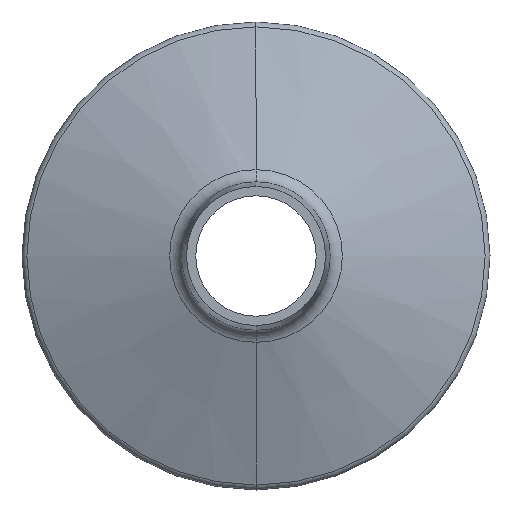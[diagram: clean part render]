
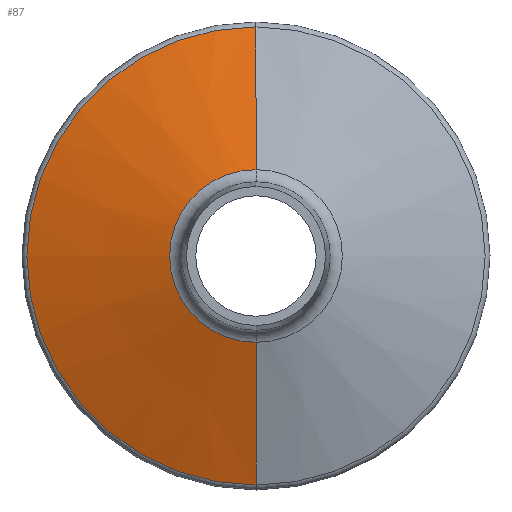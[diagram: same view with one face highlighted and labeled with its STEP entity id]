
A CAD part, left-side view. The second image highlights one B-rep face of the part: STEP entity #87.
In plain terms, the highlighted conical face has half-angle 70 degrees and reference radius 24.724 mm.
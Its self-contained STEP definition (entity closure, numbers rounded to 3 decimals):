
#29 = VERTEX_POINT ( 'NONE', #104 ) ;
#47 = FACE_OUTER_BOUND ( 'NONE', #1134, .T. ) ;
#49 = CARTESIAN_POINT ( 'NONE',  ( -3.042, 0., 0. ) ) ;
#73 = DIRECTION ( 'NONE',  ( 0.342, 0., -0.94 ) ) ;
#87 = ADVANCED_FACE ( 'NONE', ( #47 ), #899, .T. ) ;
#99 = VECTOR ( 'NONE', #107, 1000. ) ;
#104 = CARTESIAN_POINT ( 'NONE',  ( -3.042, 0., 24.724 ) ) ;
#107 = DIRECTION ( 'NONE',  ( 0.342, 0., 0.94 ) ) ;
#110 = VECTOR ( 'NONE', #73, 1000. ) ;
#146 = CARTESIAN_POINT ( 'NONE',  ( -8.65, 0., -9.316 ) ) ;
#161 = DIRECTION ( 'NONE',  ( 1., 0., 0. ) ) ;
#228 = VERTEX_POINT ( 'NONE', #146 ) ;
#255 = CARTESIAN_POINT ( 'NONE',  ( -8.65, 0., 0. ) ) ;
#307 = LINE ( 'NONE', #1114, #99 ) ;
#321 = CARTESIAN_POINT ( 'NONE',  ( -3.042, 0., -24.724 ) ) ;
#327 = VERTEX_POINT ( 'NONE', #981 ) ;
#378 = ORIENTED_EDGE ( 'NONE', *, *, #1048, .T. ) ;
#415 = DIRECTION ( 'NONE',  ( 0., 0., -1. ) ) ;
#417 = DIRECTION ( 'NONE',  ( 1., 0., 0. ) ) ;
#444 = EDGE_CURVE ( 'NONE', #327, #29, #307, .T. ) ;
#445 = AXIS2_PLACEMENT_3D ( 'NONE', #49, #417, #793 ) ;
#446 = LINE ( 'NONE', #626, #110 ) ;
#448 = CIRCLE ( 'NONE', #787, 9.316 ) ;
#496 = ORIENTED_EDGE ( 'NONE', *, *, #444, .T. ) ;
#499 = DIRECTION ( 'NONE',  ( 1., 0., 0. ) ) ;
#532 = VERTEX_POINT ( 'NONE', #321 ) ;
#556 = CIRCLE ( 'NONE', #445, 24.724 ) ;
#626 = CARTESIAN_POINT ( 'NONE',  ( -3.042, 0., -24.724 ) ) ;
#680 = CARTESIAN_POINT ( 'NONE',  ( -3.042, 0., 0. ) ) ;
#738 = EDGE_CURVE ( 'NONE', #532, #29, #556, .T. ) ;
#787 = AXIS2_PLACEMENT_3D ( 'NONE', #255, #161, #1159 ) ;
#793 = DIRECTION ( 'NONE',  ( 0., 0., -1. ) ) ;
#848 = AXIS2_PLACEMENT_3D ( 'NONE', #680, #499, #415 ) ;
#892 = ORIENTED_EDGE ( 'NONE', *, *, #738, .F. ) ;
#899 = CONICAL_SURFACE ( 'NONE', #848, 24.724, 1.222 ) ;
#942 = ORIENTED_EDGE ( 'NONE', *, *, #1010, .F. ) ;
#981 = CARTESIAN_POINT ( 'NONE',  ( -8.65, 0., 9.316 ) ) ;
#1010 = EDGE_CURVE ( 'NONE', #228, #532, #446, .T. ) ;
#1048 = EDGE_CURVE ( 'NONE', #228, #327, #448, .T. ) ;
#1114 = CARTESIAN_POINT ( 'NONE',  ( -3.042, 0., 24.724 ) ) ;
#1134 = EDGE_LOOP ( 'NONE', ( #378, #496, #892, #942 ) ) ;
#1159 = DIRECTION ( 'NONE',  ( 0., 0., -1. ) ) ;
